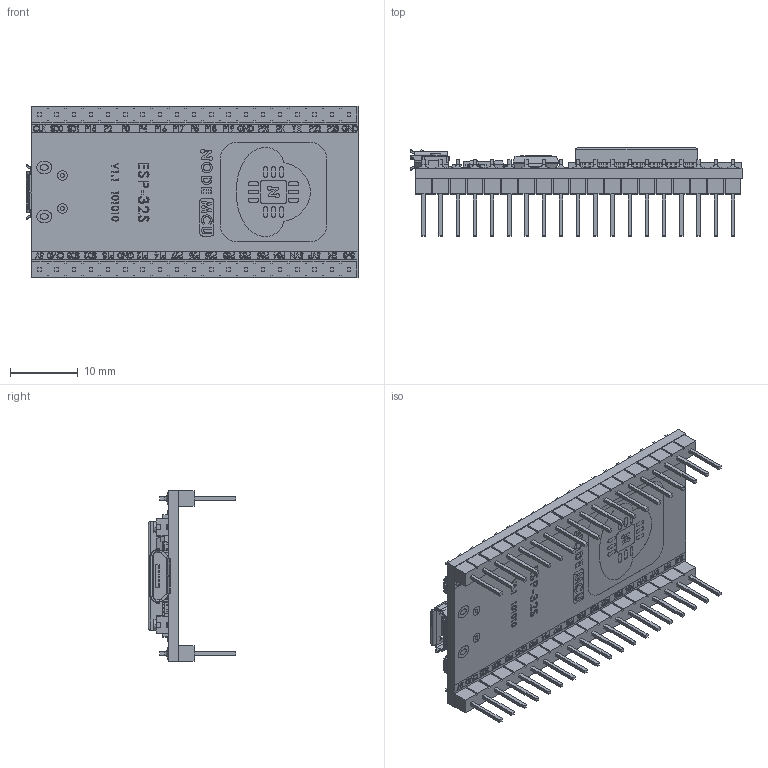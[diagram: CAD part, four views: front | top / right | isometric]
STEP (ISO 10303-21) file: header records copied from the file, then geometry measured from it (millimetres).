
FILE_DESCRIPTION(('CAx-IF Rec.Pracs.---Model Styling and Organization---1.5---2016-08-15','CAx-IF Rec.Pracs.---Geometric and Assembly Validation Properties---4.4---2016-08-17','CAx-IF Rec.Pracs.---User Defined Attributes---1.5---2016-08-15','CAx-IF Rec.Pracs.---External References---2.1---2005-01-19'),'2;1');
FILE_NAME('ESP32Wroom.stp','2021-11-17T06:46:08',('Unspecified'),('Unspecified'),'CAD Exchanger 3.10.1 (cadexchanger.com)','Unspecified','');
FILE_SCHEMA(('AUTOMOTIVE_DESIGN { 1 0 10303 214 1 1 1 1 }'));
Products named in the file (1): ESP32Wroom
Bounding box: 49.05 x 13 x 25.4 mm (x, y, z)
Volume: 3440.3 mm3; surface area: 7306.7 mm2
Topology: 322 solids, 360 shells, 8328 faces, 20861 edges, 13662 vertices
Faces by surface type: plane 6210, extrusion 1299, cylinder 562, bspline 165, torus 48, sphere 40, cone 4
Full cylindrical faces by diameter (mm): 0.185 x1, 0.215 x1, 0.341 x1, 0.441 x1, 0.469 x1, 0.6 x9, 1.4 x8, 2 x38
Entity records: 362654 total; most frequent: CARTESIAN_POINT 106255, ORIENTED_EDGE 41670, DIRECTION 33752, EDGE_CURVE 20835, VECTOR 17606, LINE 16307, VERTEX_POINT 13662, FACE_BOUND 8973
